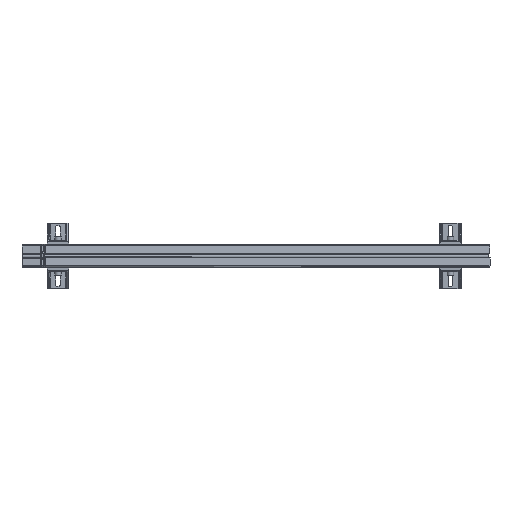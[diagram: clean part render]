
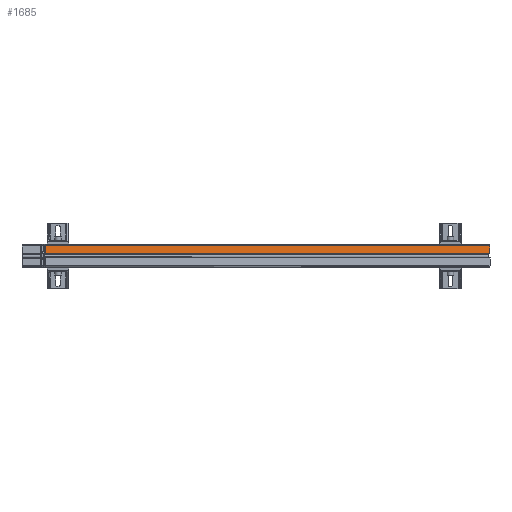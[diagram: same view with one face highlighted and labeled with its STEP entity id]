
A CAD part, top view. The second image highlights one B-rep face of the part: STEP entity #1685.
In plain terms, the highlighted free-form (B-spline) face has degree [1, 1] with [2, 2] control points.
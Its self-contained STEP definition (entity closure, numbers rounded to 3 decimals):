
#1633=CARTESIAN_POINT('',(-40.816,74.898,22.5));
#1634=VERTEX_POINT('',#1633);
#1641=CARTESIAN_POINT('',(859.184,74.898,22.5));
#1642=VERTEX_POINT('',#1641);
#1643=CARTESIAN_POINT('',(-40.816,74.898,22.5));
#1644=CARTESIAN_POINT('',(859.184,74.898,22.5));
#1645=B_SPLINE_CURVE_WITH_KNOTS('',1,(#1643,#1644),.POLYLINE_FORM.,.F.,.U.,(2,2),(0.,1.),.UNSPECIFIED.);
#1646=EDGE_CURVE('',#1634,#1642,#1645,.T.);
#1658=CARTESIAN_POINT('',(859.184,226.77,22.5));
#1659=CARTESIAN_POINT('',(859.184,-76.974,22.5));
#1660=CARTESIAN_POINT('',(-92.688,226.77,22.5));
#1661=CARTESIAN_POINT('',(-92.688,-76.974,22.5));
#1662=B_SPLINE_SURFACE_WITH_KNOTS('',1,1,((#1658,#1659),(#1660,#1661)),.PLANE_SURF.,.F.,.F.,.U.,(2,2),(2,2),(0.,1.),(0.,1.),.UNSPECIFIED.);
#1663=CARTESIAN_POINT('',(-40.816,59.049,22.5));
#1664=VERTEX_POINT('',#1663);
#1665=CARTESIAN_POINT('',(-40.816,74.898,22.5));
#1666=CARTESIAN_POINT('',(-40.816,59.049,22.5));
#1667=B_SPLINE_CURVE_WITH_KNOTS('',1,(#1665,#1666),.POLYLINE_FORM.,.F.,.U.,(2,2),(0.,1.),.UNSPECIFIED.);
#1668=EDGE_CURVE('',#1634,#1664,#1667,.T.);
#1669=ORIENTED_EDGE('',*,*,#1668,.T.);
#1670=CARTESIAN_POINT('',(859.184,59.049,22.5));
#1671=VERTEX_POINT('',#1670);
#1672=CARTESIAN_POINT('',(-40.816,59.049,22.5));
#1673=CARTESIAN_POINT('',(859.184,59.049,22.5));
#1674=B_SPLINE_CURVE_WITH_KNOTS('',1,(#1672,#1673),.POLYLINE_FORM.,.F.,.U.,(2,2),(0.,1.),.UNSPECIFIED.);
#1675=EDGE_CURVE('',#1664,#1671,#1674,.T.);
#1676=ORIENTED_EDGE('',*,*,#1675,.T.);
#1677=CARTESIAN_POINT('',(859.184,74.898,22.5));
#1678=CARTESIAN_POINT('',(859.184,59.049,22.5));
#1679=B_SPLINE_CURVE_WITH_KNOTS('',1,(#1677,#1678),.POLYLINE_FORM.,.F.,.U.,(2,2),(0.,1.),.UNSPECIFIED.);
#1680=EDGE_CURVE('',#1642,#1671,#1679,.T.);
#1681=ORIENTED_EDGE('',*,*,#1680,.F.);
#1682=ORIENTED_EDGE('',*,*,#1646,.F.);
#1683=EDGE_LOOP('',(#1669,#1676,#1681,#1682));
#1684=FACE_OUTER_BOUND('',#1683,.T.);
#1685=ADVANCED_FACE('',(#1684),#1662,.T.);
